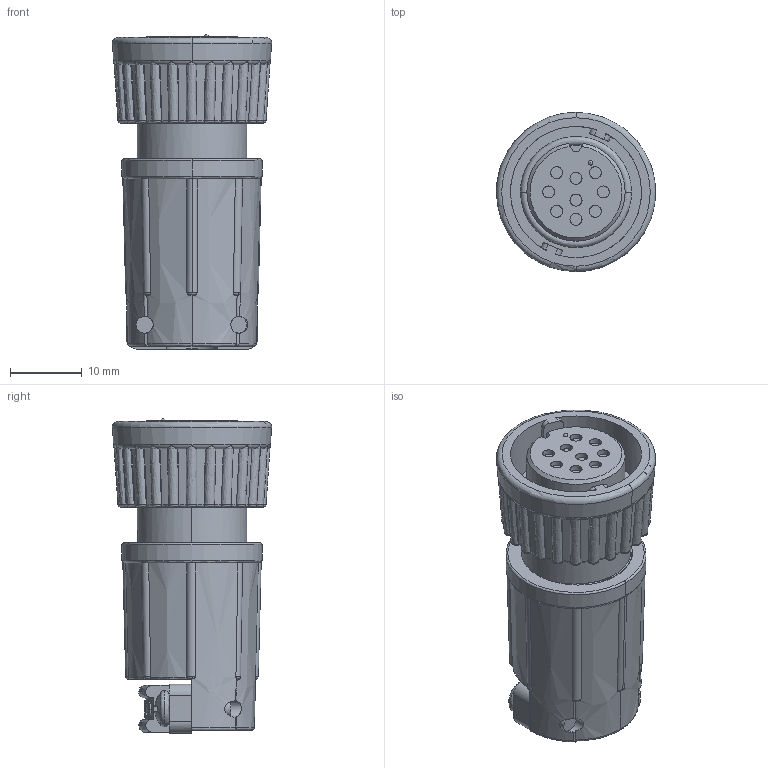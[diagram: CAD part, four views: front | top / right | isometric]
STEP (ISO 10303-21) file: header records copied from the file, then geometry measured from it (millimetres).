
FILE_DESCRIPTION (( 'STEP AP203' ), '1' );
FILE_NAME ('3282-9SG-528.STEP', '2016-06-22T18:48:38', ( '' ), ( '' ), 'SwSTEP 2.0', 'SolidWorks 2014', '' );
FILE_SCHEMA (( 'CONFIG_CONTROL_DESIGN' ));
Length unit declared in the file: inch
Products named in the file (1): 3282-9SG-528
Bounding box: 22.22 x 22.22 x 43.9 mm (x, y, z)
Volume: 10105.6 mm3; surface area: 5012.7 mm2
Topology: 1 solids, 1 shells, 433 faces, 1223 edges, 812 vertices
Faces by surface type: bspline 162, plane 153, cylinder 70, cone 41, torus 6, sphere 1
Entity records: 23971 total; most frequent: CARTESIAN_POINT 14966, ORIENTED_EDGE 2442, EDGE_CURVE 1221, DIRECTION 1057, VERTEX_POINT 811, B_SPLINE_CURVE_WITH_KNOTS 705, EDGE_LOOP 456, FACE_OUTER_BOUND 433
